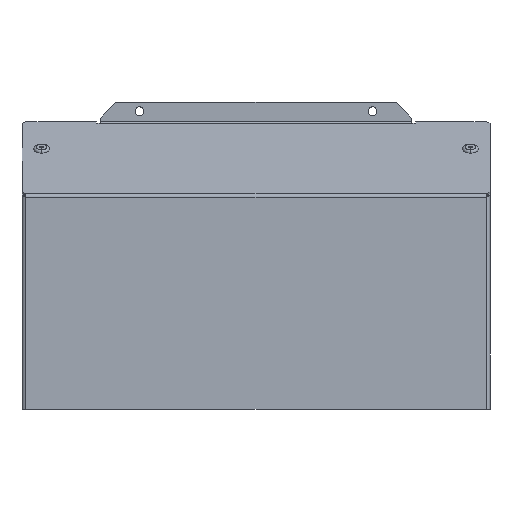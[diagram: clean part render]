
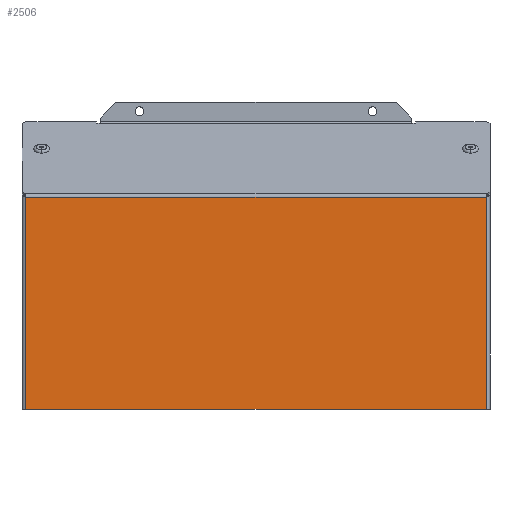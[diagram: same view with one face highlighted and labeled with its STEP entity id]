
A CAD part, top view. The second image highlights one B-rep face of the part: STEP entity #2506.
In plain terms, the highlighted planar face has unit normal (0, 0, 1).
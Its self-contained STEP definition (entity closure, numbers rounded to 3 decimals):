
#254=CARTESIAN_POINT('',(117.5,-38.682,65.));
#265=DIRECTION('',(0.,-1.,0.));
#266=VECTOR('',#265,108.318);
#267=CARTESIAN_POINT('',(117.5,-38.682,65.));
#268=LINE('',#267,#266);
#476=DIRECTION('',(-1.,0.,0.));
#477=VECTOR('',#476,235.);
#478=CARTESIAN_POINT('',(117.5,-38.682,65.));
#479=LINE('',#478,#477);
#506=DIRECTION('',(1.,0.,0.));
#507=VECTOR('',#506,235.);
#508=CARTESIAN_POINT('',(-117.5,-147.,65.));
#509=LINE('',#508,#507);
#525=CARTESIAN_POINT('',(-117.5,-38.682,65.));
#527=DIRECTION('',(0.,-1.,0.));
#528=VECTOR('',#527,108.318);
#529=CARTESIAN_POINT('',(-117.5,-38.682,65.));
#530=LINE('',#529,#528);
#1446=CARTESIAN_POINT('',(-117.5,-147.,65.));
#1447=CARTESIAN_POINT('',(117.5,-147.,65.));
#1448=VERTEX_POINT('',#1446);
#1449=VERTEX_POINT('',#1447);
#1762=VERTEX_POINT('',#254);
#1780=VERTEX_POINT('',#525);
#2493=CARTESIAN_POINT('',(0.,-37.528,65.));
#2494=DIRECTION('',(0.,0.,1.));
#2495=DIRECTION('',(0.,-1.,0.));
#2496=AXIS2_PLACEMENT_3D('',#2493,#2494,#2495);
#2497=PLANE('',#2496);
#2499=ORIENTED_EDGE('',*,*,#2498,.F.);
#2501=ORIENTED_EDGE('',*,*,#2500,.F.);
#2502=ORIENTED_EDGE('',*,*,#2483,.F.);
#2503=ORIENTED_EDGE('',*,*,#2204,.T.);
#2504=EDGE_LOOP('',(#2499,#2501,#2502,#2503));
#2505=FACE_OUTER_BOUND('',#2504,.F.);
#2506=ADVANCED_FACE('',(#2505),#2497,.T.);
#2204=EDGE_CURVE('',#1762,#1449,#268,.T.);
#2483=EDGE_CURVE('',#1762,#1780,#479,.T.);
#2498=EDGE_CURVE('',#1448,#1449,#509,.T.);
#2500=EDGE_CURVE('',#1780,#1448,#530,.T.);
